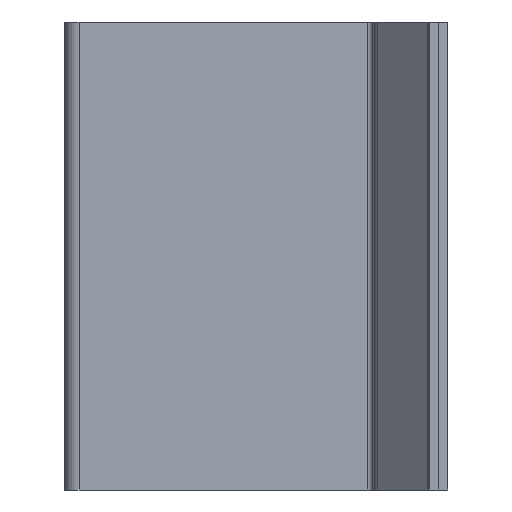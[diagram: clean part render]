
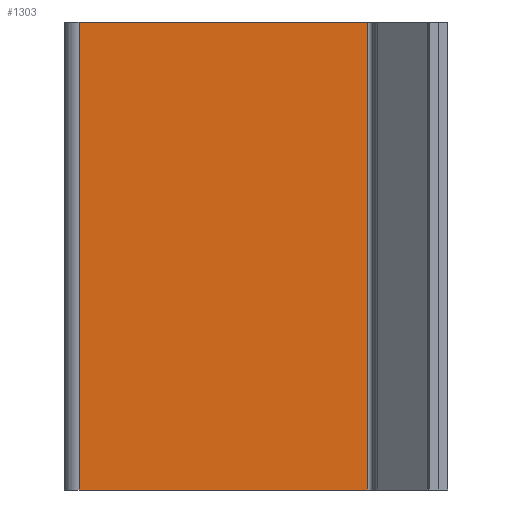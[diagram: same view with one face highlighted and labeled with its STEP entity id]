
A CAD part, left-side view. The second image highlights one B-rep face of the part: STEP entity #1303.
In plain terms, the highlighted planar face has unit normal (-1, 0, 0).
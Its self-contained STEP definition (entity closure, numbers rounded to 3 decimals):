
#9 = CARTESIAN_POINT ( 'NONE',  ( -126.5, 7.6, 0. ) ) ;
#63 = PLANE ( 'NONE',  #1290 ) ;
#145 = VERTEX_POINT ( 'NONE', #9 ) ;
#218 = CARTESIAN_POINT ( 'NONE',  ( -126.5, 7.6, 50. ) ) ;
#282 = ORIENTED_EDGE ( 'NONE', *, *, #1926, .F. ) ;
#364 = VERTEX_POINT ( 'NONE', #907 ) ;
#366 = ORIENTED_EDGE ( 'NONE', *, *, #1295, .F. ) ;
#381 = DIRECTION ( 'NONE',  ( 0., -1., 0. ) ) ;
#515 = CARTESIAN_POINT ( 'NONE',  ( -126.5, 38.4, 50. ) ) ;
#584 = DIRECTION ( 'NONE',  ( 0., 1., 0. ) ) ;
#599 = VERTEX_POINT ( 'NONE', #218 ) ;
#613 = DIRECTION ( 'NONE',  ( 0., 0., 1. ) ) ;
#684 = VERTEX_POINT ( 'NONE', #1336 ) ;
#907 = CARTESIAN_POINT ( 'NONE',  ( -126.5, 38.4, 50. ) ) ;
#922 = VECTOR ( 'NONE', #584, 1000. ) ;
#934 = LINE ( 'NONE', #1877, #922 ) ;
#1148 = CARTESIAN_POINT ( 'NONE',  ( -126.5, 39., 50. ) ) ;
#1179 = DIRECTION ( 'NONE',  ( 0., 0., -1. ) ) ;
#1290 = AXIS2_PLACEMENT_3D ( 'NONE', #2006, #1421, #613 ) ;
#1295 = EDGE_CURVE ( 'NONE', #684, #364, #1711, .T. ) ;
#1303 = ADVANCED_FACE ( 'NONE', ( #1673 ), #63, .T. ) ;
#1336 = CARTESIAN_POINT ( 'NONE',  ( -126.5, 38.4, 0. ) ) ;
#1358 = EDGE_CURVE ( 'NONE', #599, #145, #1566, .T. ) ;
#1421 = DIRECTION ( 'NONE',  ( -1., 0., 0. ) ) ;
#1428 = LINE ( 'NONE', #1148, #1506 ) ;
#1438 = DIRECTION ( 'NONE',  ( 0., 0., 1. ) ) ;
#1465 = EDGE_CURVE ( 'NONE', #364, #599, #1428, .T. ) ;
#1506 = VECTOR ( 'NONE', #381, 1000. ) ;
#1558 = VECTOR ( 'NONE', #1179, 1000. ) ;
#1566 = LINE ( 'NONE', #1867, #1558 ) ;
#1596 = ORIENTED_EDGE ( 'NONE', *, *, #1465, .F. ) ;
#1673 = FACE_OUTER_BOUND ( 'NONE', #1723, .T. ) ;
#1683 = VECTOR ( 'NONE', #1438, 1000. ) ;
#1711 = LINE ( 'NONE', #515, #1683 ) ;
#1723 = EDGE_LOOP ( 'NONE', ( #1870, #1596, #366, #282 ) ) ;
#1867 = CARTESIAN_POINT ( 'NONE',  ( -126.5, 7.6, 0. ) ) ;
#1870 = ORIENTED_EDGE ( 'NONE', *, *, #1358, .F. ) ;
#1877 = CARTESIAN_POINT ( 'NONE',  ( -126.5, 39., 0. ) ) ;
#1926 = EDGE_CURVE ( 'NONE', #145, #684, #934, .T. ) ;
#2006 = CARTESIAN_POINT ( 'NONE',  ( -126.5, 39., 50. ) ) ;
